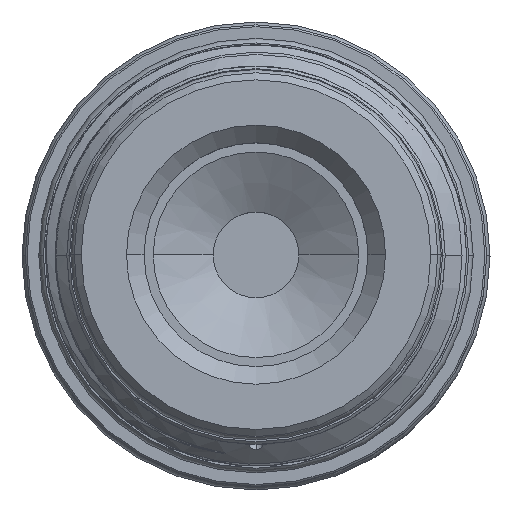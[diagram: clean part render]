
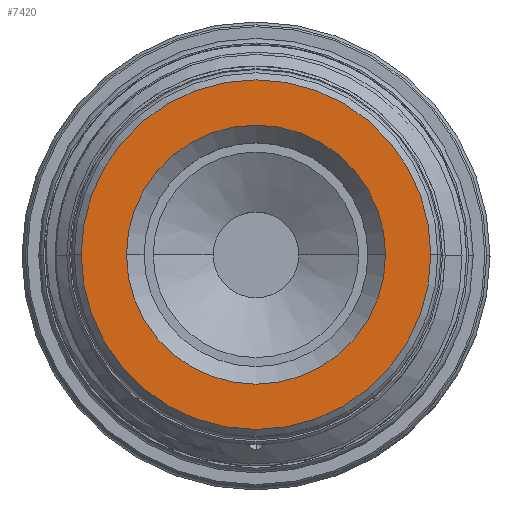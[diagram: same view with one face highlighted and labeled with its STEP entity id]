
A CAD part, top view. The second image highlights one B-rep face of the part: STEP entity #7420.
In plain terms, the highlighted planar face has unit normal (0, 0, 1).
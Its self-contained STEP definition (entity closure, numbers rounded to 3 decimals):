
#380 = DIRECTION ( 'NONE',  ( 0., 0., -1. ) ) ;
#857 = CIRCLE ( 'NONE', #2467, 14.7 ) ;
#1031 = DIRECTION ( 'NONE',  ( -1., 0., 0. ) ) ;
#2029 = DIRECTION ( 'NONE',  ( -1., 0., 0. ) ) ;
#2467 = AXIS2_PLACEMENT_3D ( 'NONE', #5445, #14475, #10927 ) ;
#2612 = VERTEX_POINT ( 'NONE', #8937 ) ;
#2623 = VERTEX_POINT ( 'NONE', #8785 ) ;
#2672 = CARTESIAN_POINT ( 'NONE',  ( 0., 0., 89.508 ) ) ;
#2777 = EDGE_LOOP ( 'NONE', ( #18369, #20523 ) ) ;
#2898 = CIRCLE ( 'NONE', #16894, 19.84 ) ;
#3677 = EDGE_LOOP ( 'NONE', ( #7342, #4750 ) ) ;
#4493 = EDGE_CURVE ( 'NONE', #2612, #12602, #5323, .T. ) ;
#4750 = ORIENTED_EDGE ( 'NONE', *, *, #18664, .F. ) ;
#5147 = AXIS2_PLACEMENT_3D ( 'NONE', #17578, #380, #2029 ) ;
#5323 = CIRCLE ( 'NONE', #5147, 19.84 ) ;
#5445 = CARTESIAN_POINT ( 'NONE',  ( 0., 0., 89.508 ) ) ;
#5645 = DIRECTION ( 'NONE',  ( 0., 0., -1. ) ) ;
#7342 = ORIENTED_EDGE ( 'NONE', *, *, #4493, .F. ) ;
#7420 = ADVANCED_FACE ( 'NONE', ( #11425, #7693 ), #21040, .F. ) ;
#7693 = FACE_OUTER_BOUND ( 'NONE', #3677, .T. ) ;
#8492 = CARTESIAN_POINT ( 'NONE',  ( 14.7, 0., 89.508 ) ) ;
#8785 = CARTESIAN_POINT ( 'NONE',  ( -14.7, 0., 89.508 ) ) ;
#8937 = CARTESIAN_POINT ( 'NONE',  ( -19.84, 0., 89.508 ) ) ;
#9877 = CIRCLE ( 'NONE', #18718, 14.7 ) ;
#10554 = CARTESIAN_POINT ( 'NONE',  ( 19.84, 0., 89.508 ) ) ;
#10927 = DIRECTION ( 'NONE',  ( -1., 0., 0. ) ) ;
#11425 = FACE_BOUND ( 'NONE', #2777, .T. ) ;
#11809 = EDGE_CURVE ( 'NONE', #2623, #16457, #857, .T. ) ;
#11990 = AXIS2_PLACEMENT_3D ( 'NONE', #21367, #18066, #17128 ) ;
#12578 = CARTESIAN_POINT ( 'NONE',  ( 0., 0., 89.508 ) ) ;
#12602 = VERTEX_POINT ( 'NONE', #10554 ) ;
#14475 = DIRECTION ( 'NONE',  ( 0., 0., -1. ) ) ;
#14795 = DIRECTION ( 'NONE',  ( 0., 0., -1. ) ) ;
#16043 = DIRECTION ( 'NONE',  ( -1., 0., 0. ) ) ;
#16260 = EDGE_CURVE ( 'NONE', #16457, #2623, #9877, .T. ) ;
#16457 = VERTEX_POINT ( 'NONE', #8492 ) ;
#16894 = AXIS2_PLACEMENT_3D ( 'NONE', #12578, #5645, #16043 ) ;
#17128 = DIRECTION ( 'NONE',  ( -1., 0., 0. ) ) ;
#17578 = CARTESIAN_POINT ( 'NONE',  ( 0., 0., 89.508 ) ) ;
#18066 = DIRECTION ( 'NONE',  ( 0., 0., -1. ) ) ;
#18369 = ORIENTED_EDGE ( 'NONE', *, *, #16260, .T. ) ;
#18664 = EDGE_CURVE ( 'NONE', #12602, #2612, #2898, .T. ) ;
#18718 = AXIS2_PLACEMENT_3D ( 'NONE', #2672, #14795, #1031 ) ;
#20523 = ORIENTED_EDGE ( 'NONE', *, *, #11809, .T. ) ;
#21040 = PLANE ( 'NONE',  #11990 ) ;
#21367 = CARTESIAN_POINT ( 'NONE',  ( 0., 0., 89.508 ) ) ;
